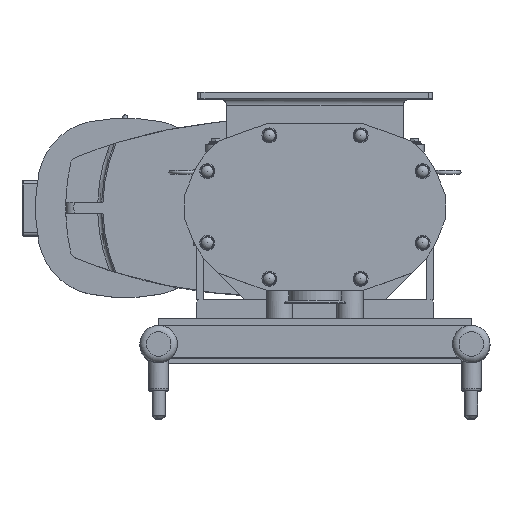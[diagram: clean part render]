
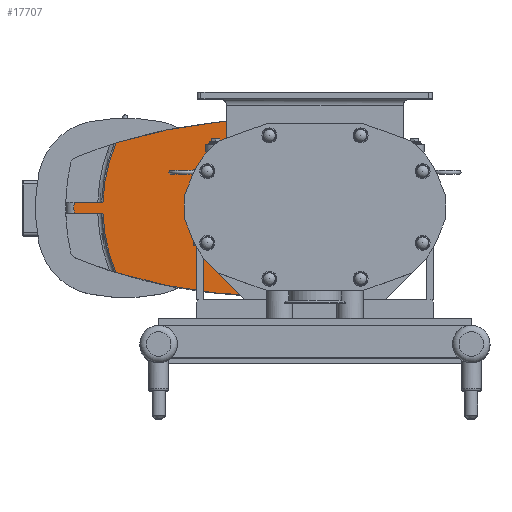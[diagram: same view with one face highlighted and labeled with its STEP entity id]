
A CAD part, top view. The second image highlights one B-rep face of the part: STEP entity #17707.
In plain terms, the highlighted planar face has unit normal (0, 0, 1).
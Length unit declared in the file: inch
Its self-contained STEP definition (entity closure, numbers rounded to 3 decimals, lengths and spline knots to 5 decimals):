
#658=PLANE('',#18923);
#1220=LINE('',#26729,#2606);
#1351=LINE('',#27141,#2737);
#1356=LINE('',#27155,#2742);
#1359=LINE('',#27161,#2745);
#1362=LINE('',#27166,#2748);
#2606=VECTOR('',#21033,0.3937);
#2737=VECTOR('',#21398,0.3937);
#2742=VECTOR('',#21417,0.3937);
#2745=VECTOR('',#21422,0.3937);
#2748=VECTOR('',#21427,0.3937);
#4138=FACE_BOUND('',#5661,.T.);
#4625=FACE_OUTER_BOUND('',#5660,.T.);
#5660=EDGE_LOOP('',(#12944,#12945,#12946,#12947,#12948,#12949,#12950,#12951,
#12952,#12953));
#5661=EDGE_LOOP('',(#12954));
#6718=CIRCLE('',#18770,12.9);
#6720=CIRCLE('',#18774,39.37);
#6724=CIRCLE('',#18779,12.9);
#6729=CIRCLE('',#18785,39.37);
#6781=CIRCLE('',#18911,15.12);
#6782=CIRCLE('',#18918,5.9055);
#7675=VERTEX_POINT('',#26538);
#7678=VERTEX_POINT('',#26552);
#7681=VERTEX_POINT('',#26571);
#7688=VERTEX_POINT('',#26599);
#7689=VERTEX_POINT('',#26612);
#7697=VERTEX_POINT('',#26650);
#7705=VERTEX_POINT('',#26710);
#7827=VERTEX_POINT('',#27120);
#7828=VERTEX_POINT('',#27150);
#7829=VERTEX_POINT('',#27154);
#7831=VERTEX_POINT('',#27160);
#9562=EDGE_CURVE('',#7678,#7675,#6718,.T.);
#9566=EDGE_CURVE('',#7675,#7681,#6720,.T.);
#9574=EDGE_CURVE('',#7688,#7689,#6724,.T.);
#9584=EDGE_CURVE('',#7697,#7688,#6729,.T.);
#9597=EDGE_CURVE('',#7678,#7705,#1220,.T.);
#9783=EDGE_CURVE('',#7827,#7705,#6781,.T.);
#9784=EDGE_CURVE('',#7827,#7689,#1351,.T.);
#9789=EDGE_CURVE('',#7828,#7828,#6782,.T.);
#9790=EDGE_CURVE('',#7681,#7829,#1356,.T.);
#9793=EDGE_CURVE('',#7831,#7697,#1359,.T.);
#9796=EDGE_CURVE('',#7829,#7831,#1362,.T.);
#12944=ORIENTED_EDGE('',*,*,#9597,.T.);
#12945=ORIENTED_EDGE('',*,*,#9783,.F.);
#12946=ORIENTED_EDGE('',*,*,#9784,.T.);
#12947=ORIENTED_EDGE('',*,*,#9574,.F.);
#12948=ORIENTED_EDGE('',*,*,#9584,.F.);
#12949=ORIENTED_EDGE('',*,*,#9793,.F.);
#12950=ORIENTED_EDGE('',*,*,#9796,.F.);
#12951=ORIENTED_EDGE('',*,*,#9790,.F.);
#12952=ORIENTED_EDGE('',*,*,#9566,.F.);
#12953=ORIENTED_EDGE('',*,*,#9562,.F.);
#12954=ORIENTED_EDGE('',*,*,#9789,.T.);
#17707=ADVANCED_FACE('',(#4625,#4138),#658,.T.);
#18770=AXIS2_PLACEMENT_3D('',#26563,#20970,#20971);
#18774=AXIS2_PLACEMENT_3D('',#26572,#20980,#20981);
#18779=AXIS2_PLACEMENT_3D('',#26613,#20992,#20993);
#18785=AXIS2_PLACEMENT_3D('',#26652,#21007,#21008);
#18911=AXIS2_PLACEMENT_3D('',#27139,#21394,#21395);
#18918=AXIS2_PLACEMENT_3D('',#27152,#21413,#21414);
#18923=AXIS2_PLACEMENT_3D('',#27169,#21431,#21432);
#20970=DIRECTION('center_axis',(0.,0.,
-1.));
#20971=DIRECTION('ref_axis',(-0.978,0.209,0.));
#20980=DIRECTION('center_axis',(0.,0.,
-1.));
#20981=DIRECTION('ref_axis',(0.,-1.,0.));
#20992=DIRECTION('center_axis',(0.,0.,
-1.));
#20993=DIRECTION('ref_axis',(-0.978,-0.209,0.));
#21007=DIRECTION('center_axis',(0.,0.,
-1.));
#21008=DIRECTION('ref_axis',(0.386,0.923,0.));
#21033=DIRECTION('',(-1.,0.,0.));
#21394=DIRECTION('center_axis',(0.,0.,
-1.));
#21395=DIRECTION('ref_axis',(-1.,0.,0.));
#21398=DIRECTION('',(1.,0.,0.));
#21413=DIRECTION('center_axis',(0.,0.,
-1.));
#21414=DIRECTION('ref_axis',(0.,-1.,0.));
#21417=DIRECTION('',(1.,0.,0.));
#21422=DIRECTION('',(-1.,0.,0.));
#21427=DIRECTION('',(0.,-1.,0.));
#21431=DIRECTION('center_axis',(0.,0.,
1.));
#21432=DIRECTION('ref_axis',(0.,1.,0.));
#26538=CARTESIAN_POINT('',(-15.28584,4.96599,-25.509));
#26552=CARTESIAN_POINT('',(-16.27273,0.433,-25.509));
#26563=CARTESIAN_POINT('Origin',(-3.38,0.,
-25.509));
#26571=CARTESIAN_POINT('',(-3.5,6.7715,-25.509));
#26572=CARTESIAN_POINT('Origin',(-3.5,-32.5985,-25.509));
#26599=CARTESIAN_POINT('',(-15.28584,-4.96599,-25.509));
#26612=CARTESIAN_POINT('',(-16.27273,-0.433,-25.509));
#26613=CARTESIAN_POINT('Origin',(-3.38,0.,
-25.509));
#26650=CARTESIAN_POINT('',(-3.5,-6.7715,-25.509));
#26652=CARTESIAN_POINT('Origin',(-3.5,32.5985,-25.509));
#26710=CARTESIAN_POINT('',(-18.4938,0.433,-25.509));
#26729=CARTESIAN_POINT('',(-11.1472,0.433,-25.509));
#27120=CARTESIAN_POINT('',(-18.4938,-0.433,-25.509));
#27139=CARTESIAN_POINT('Origin',(-3.38,0.,
-25.509));
#27141=CARTESIAN_POINT('',(-12.52283,-0.433,-25.509));
#27150=CARTESIAN_POINT('',(-3.5,5.9055,-25.509));
#27152=CARTESIAN_POINT('Origin',(-3.5,0.,
-25.509));
#27154=CARTESIAN_POINT('',(3.075,6.7715,-25.509));
#27155=CARTESIAN_POINT('',(-3.5,6.7715,-25.509));
#27160=CARTESIAN_POINT('',(3.075,-6.7715,-25.509));
#27161=CARTESIAN_POINT('',(3.075,-6.7715,-25.509));
#27166=CARTESIAN_POINT('',(3.075,6.7715,-25.509));
#27169=CARTESIAN_POINT('Origin',(-5.92161,0.,
-25.509));
